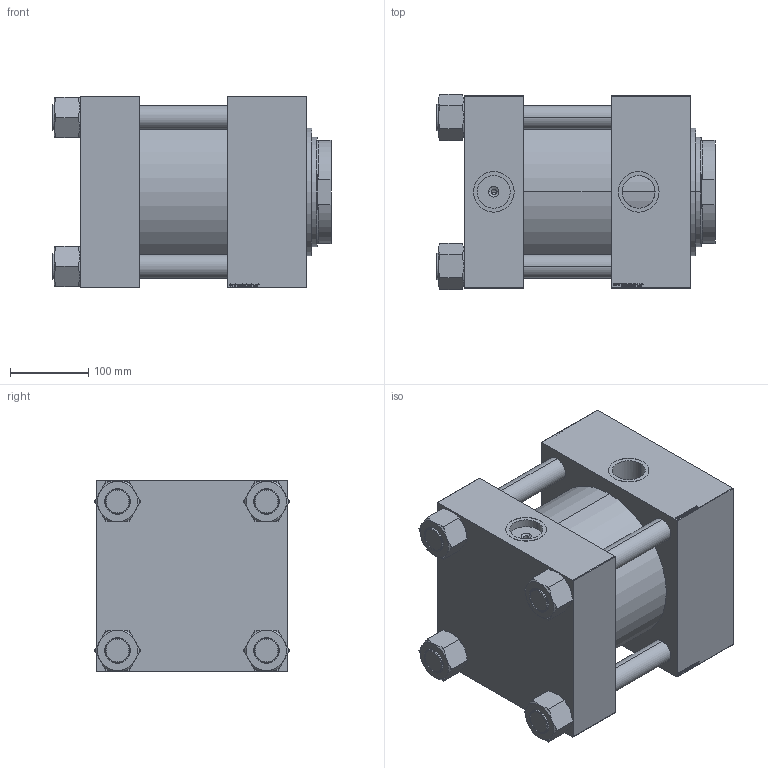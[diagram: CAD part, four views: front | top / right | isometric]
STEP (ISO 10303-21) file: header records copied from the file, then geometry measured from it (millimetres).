
FILE_DESCRIPTION (( 'STEP AP203' ), '1' );
FILE_NAME ('fd86.STEP', '2022-04-16T20:31:28', ( '' ), ( '' ), 'SwSTEP 2.0', 'SolidWorks 2019', '' );
FILE_SCHEMA (( 'CONFIG_CONTROL_DESIGN' ));
Length unit declared in the file: millimetre
Products named in the file (6): V215CD_VCP_C 2c202e311ad89b3c49d974ba7267472d; V215CD_C_TYCINKA 2c202e311ad89b3c49d974ba7267472d; fd86; V215CD_Body_C 2c202e311ad89b3c49d974ba7267472d; NUT_M5_V215CD_C 2c202e311ad89b3c49d974ba7267472d; V215CD_VC_C 2c202e311ad89b3c49d974ba7267472d
Assembly tree (11 placements, depth 2):
  fd86
    V215CD_Body_C 2c202e311ad89b3c49d974ba7267472d
    V215CD_VC_C 2c202e311ad89b3c49d974ba7267472d
    V215CD_VCP_C 2c202e311ad89b3c49d974ba7267472d
    V215CD_C_TYCINKA 2c202e311ad89b3c49d974ba7267472d  x4
    NUT_M5_V215CD_C 2c202e311ad89b3c49d974ba7267472d  x4
Bounding box: 356 x 249.44 x 245 mm (x, y, z)
Volume: 13901007.8 mm3; surface area: 1071041.7 mm2
Topology: 11 solids, 11 shells, 1202 faces, 3046 edges, 1985 vertices
Faces by surface type: plane 576, bspline 392, cone 136, cylinder 90, torus 8
Entity records: 50902 total; most frequent: CARTESIAN_POINT 27278, ORIENTED_EDGE 5356, DIRECTION 3408, EDGE_CURVE 2678, VERTEX_POINT 1763, VECTOR 1618, LINE 1618, EDGE_LOOP 1177
